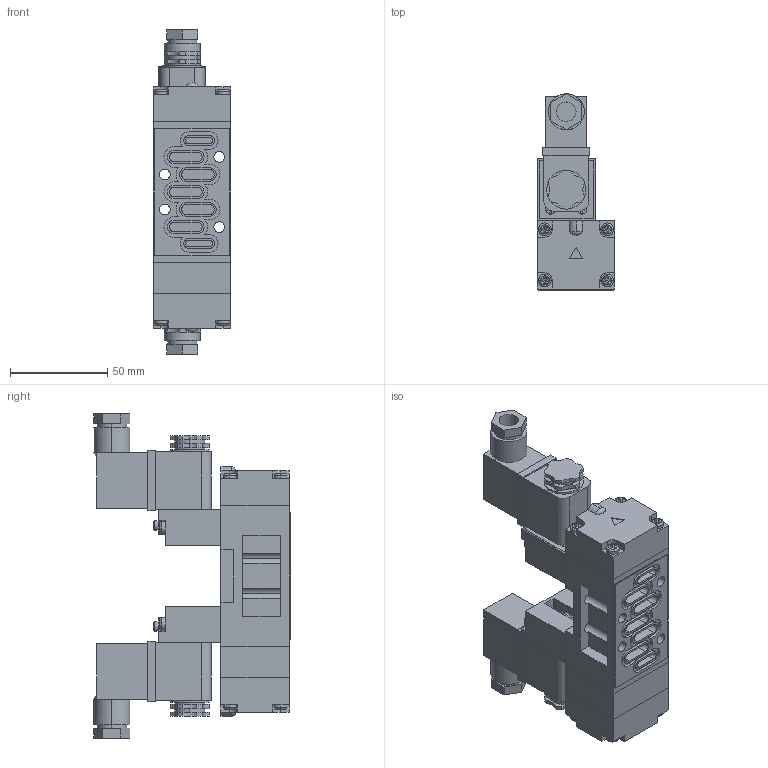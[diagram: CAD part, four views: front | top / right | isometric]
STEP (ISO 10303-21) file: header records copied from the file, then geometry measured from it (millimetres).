
FILE_DESCRIPTION (( 'STEP AP203' ), '1' );
FILE_NAME ('SIV433-IP-SC2-CD2.STEP', '2016-01-05T05:43:19', ( 'yrd8' ), ( '' ), 'SwSTEP 2.0', 'SolidWorks 2008', '' );
FILE_SCHEMA (( 'CONFIG_CONTROL_DESIGN' ));
Length unit declared in the file: millimetre
Products named in the file (6): SIV433-IP-SC2-CD2; SIV400 Body_ル遽; SIV400 Block Guide_ル遽; SIV400 Semi Pilot_ル遽; SIV400 Pilot; CN2_ル遽
Assembly tree (8 placements, depth 2):
  SIV433-IP-SC2-CD2
    SIV400 Body_ル遽
    SIV400 Semi Pilot_ル遽  x2
    SIV400 Pilot  x2
    SIV400 Block Guide_ル遽
    CN2_ル遽  x2
Bounding box: 40 x 100.7 x 166.5 mm (x, y, z)
Volume: 265359.1 mm3; surface area: 73805.6 mm2
Topology: 8 solids, 10 shells, 1051 faces, 2703 edges, 1758 vertices
Faces by surface type: plane 656, cylinder 319, cone 40, torus 26, bspline 8, sphere 2
Entity records: 20831 total; most frequent: CARTESIAN_POINT 4727, ORIENTED_EDGE 3224, DIRECTION 3203, EDGE_CURVE 1612, AXIS2_PLACEMENT_3D 1105, VERTEX_POINT 1056, VECTOR 993, LINE 993
